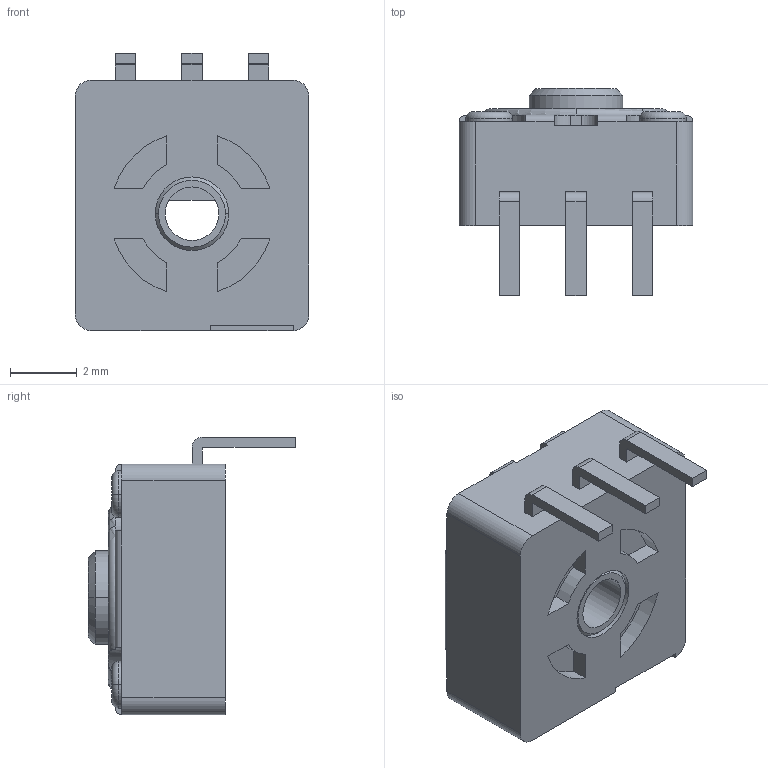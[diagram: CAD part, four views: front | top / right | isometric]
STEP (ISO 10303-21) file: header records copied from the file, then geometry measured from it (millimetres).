
FILE_DESCRIPTION((''),'2;1');
FILE_NAME('FSE07_SW0001','2015-07-03T',('ro0012'),(''),'PRO/ENGINEER BY PARAMETRIC TECHNOLOGY CORPORATION, 2009400','PRO/ENGINEER BY PARAMETRIC TECHNOLOGY CORPORATION, 2009400','');
FILE_SCHEMA(('CONFIG_CONTROL_DESIGN'));
Length unit declared in the file: millimetre
Products named in the file (1): FSE07_SW0001
Bounding box: 7 x 6.2 x 8.3 mm (x, y, z)
Volume: 169.9 mm3; surface area: 254.6 mm2
Topology: 1 solids, 1 shells, 133 faces, 332 edges, 214 vertices
Faces by surface type: plane 74, cylinder 45, torus 10, cone 4
Entity records: 4067 total; most frequent: CARTESIAN_POINT 738, DIRECTION 717, ORIENTED_EDGE 664, EDGE_CURVE 332, AXIS2_PLACEMENT_3D 255, VERTEX_POINT 214, VECTOR 207, LINE 207
